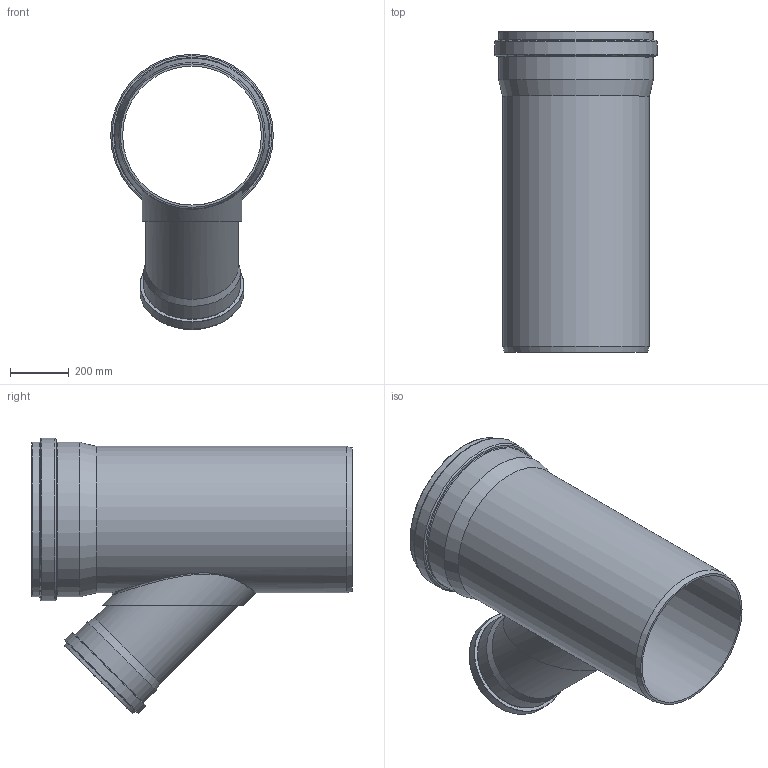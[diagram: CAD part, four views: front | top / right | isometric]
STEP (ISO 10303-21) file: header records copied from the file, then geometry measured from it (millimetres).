
FILE_DESCRIPTION(/* description */ (''),/* implementation_level */ '2;1');
FILE_NAME(/* name */ '227320 KGEA Abzweig DN_OD 500_315_45°.stp',/* time_stamp */ '2018-03-05T11:26:19+01:00',/* author */ ('user1'),/* organization */ (''),/* preprocessor_version */ 'ST-DEVELOPER v16.1',/* originating_system */ 'Autodesk Inventor 2016',/* authorisation */ '');
FILE_SCHEMA (('AUTOMOTIVE_DESIGN { 1 0 10303 214 3 1 1 }'));
Length unit declared in the file: millimetre
Products named in the file (3): 227320 KGEA Abzweig DN_OD 500_315_45°; 227320 KGEA Abzweig DN_OD 500_315_45° Abzweig; 227320 KGEA Abzweig DN_OD 500_315_45°_1
Assembly tree (2 placements, depth 2):
  227320 KGEA Abzweig DN_OD 500_315_45°_1
    227320 KGEA Abzweig DN_OD 500_315_45°
    227320 KGEA Abzweig DN_OD 500_315_45° Abzweig
Bounding box: 555 x 1095 x 939.85 mm (x, y, z)
Volume: 25811825.7 mm3; surface area: 4377954.5 mm2
Topology: 2 solids, 2 shells, 60 faces, 118 edges, 64 vertices
Faces by surface type: torus 20, cylinder 19, cone 13, plane 6, bspline 2
Full cylindrical faces by diameter (mm): 298.2 x1, 315.6 x2, 316 x1, 316.3 x2, 329.8 x1, 330.1 x1, 340.2 x1, 340.9 x1, 354.7 x1, 474 x1, 500 x1, 502 x2, 528 x2, 529 x1, 555 x1
Entity records: 2089 total; most frequent: CARTESIAN_POINT 993, DIRECTION 244, ORIENTED_EDGE 126, AXIS2_PLACEMENT_3D 122, EDGE_LOOP 120, EDGE_CURVE 63, VERTEX_POINT 61, FACE_BOUND 60
